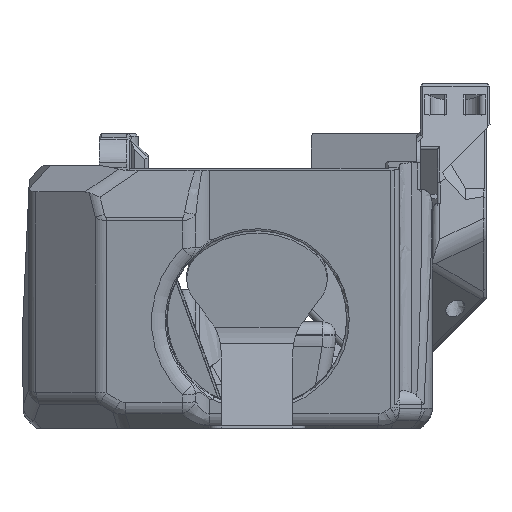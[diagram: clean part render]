
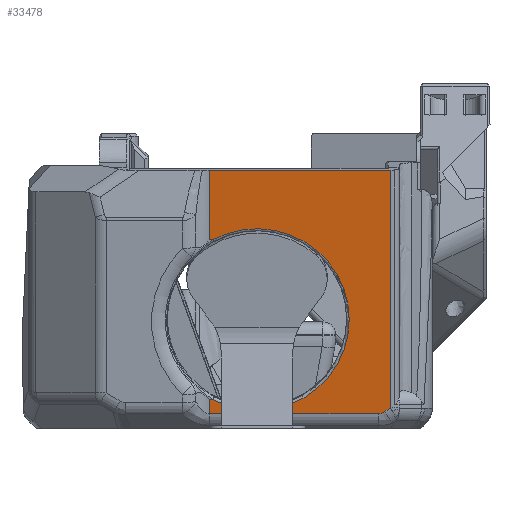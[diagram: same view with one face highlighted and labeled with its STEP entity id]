
A CAD part, left-side view. The second image highlights one B-rep face of the part: STEP entity #33478.
In plain terms, the highlighted planar face has unit normal (-0.985, 0, -0.174).
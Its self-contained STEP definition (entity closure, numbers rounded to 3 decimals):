
#1030=ELLIPSE('',#36154,3.203,2.);
#1765=B_SPLINE_CURVE_WITH_KNOTS('',3,(#56848,#56849,#56850,#56851),
 .UNSPECIFIED.,.F.,.F.,(4,4),(0.,0.382),.UNSPECIFIED.);
#1785=B_SPLINE_CURVE_WITH_KNOTS('',3,(#57174,#57175,#57176,#57177),
 .UNSPECIFIED.,.F.,.F.,(4,4),(0.618,1.),.UNSPECIFIED.);
#3415=LINE('',#55139,#6408);
#3433=LINE('',#55200,#6426);
#3750=LINE('',#57179,#6743);
#3751=LINE('',#57181,#6744);
#3752=LINE('',#57185,#6745);
#3753=LINE('',#57187,#6746);
#6408=VECTOR('',#41274,1000.);
#6426=VECTOR('',#41312,1000.);
#6743=VECTOR('',#42099,1000.);
#6744=VECTOR('',#42100,1000.);
#6745=VECTOR('',#42103,1000.);
#6746=VECTOR('',#42104,1000.);
#12943=ORIENTED_EDGE('',*,*,#20941,.F.);
#12944=ORIENTED_EDGE('',*,*,#21069,.T.);
#12945=ORIENTED_EDGE('',*,*,#21070,.T.);
#12946=ORIENTED_EDGE('',*,*,#21071,.F.);
#12947=ORIENTED_EDGE('',*,*,#21072,.T.);
#12948=ORIENTED_EDGE('',*,*,#21073,.T.);
#12949=ORIENTED_EDGE('',*,*,#21074,.F.);
#12950=ORIENTED_EDGE('',*,*,#21075,.T.);
#12951=ORIENTED_EDGE('',*,*,#20534,.F.);
#12952=ORIENTED_EDGE('',*,*,#20559,.F.);
#20534=EDGE_CURVE('',#24927,#24928,#3415,.T.);
#20559=EDGE_CURVE('',#24945,#24927,#3433,.T.);
#20941=EDGE_CURVE('',#25216,#24945,#1765,.F.);
#21069=EDGE_CURVE('',#25216,#25308,#27071,.T.);
#21070=EDGE_CURVE('',#25308,#25309,#1785,.T.);
#21071=EDGE_CURVE('',#25310,#25309,#3750,.T.);
#21072=EDGE_CURVE('',#25310,#25311,#3751,.T.);
#21073=EDGE_CURVE('',#25311,#25312,#1030,.T.);
#21074=EDGE_CURVE('',#25313,#25312,#3752,.T.);
#21075=EDGE_CURVE('',#25313,#24928,#3753,.T.);
#24927=VERTEX_POINT('',#55138);
#24928=VERTEX_POINT('',#55140);
#24945=VERTEX_POINT('',#55199);
#25216=VERTEX_POINT('',#56847);
#25308=VERTEX_POINT('',#57173);
#25309=VERTEX_POINT('',#57178);
#25310=VERTEX_POINT('',#57180);
#25311=VERTEX_POINT('',#57182);
#25312=VERTEX_POINT('',#57184);
#25313=VERTEX_POINT('',#57186);
#27071=CIRCLE('',#36153,14.4);
#28389=EDGE_LOOP('',(#12943,#12944,#12945,#12946,#12947,#12948,#12949,#12950,
#12951,#12952));
#30438=FACE_BOUND('',#28389,.T.);
#32024=PLANE('',#36152);
#33478=ADVANCED_FACE('',(#30438),#32024,.F.);
#36152=AXIS2_PLACEMENT_3D('',#57171,#42095,#42096);
#36153=AXIS2_PLACEMENT_3D('',#57172,#42097,#42098);
#36154=AXIS2_PLACEMENT_3D('',#57183,#42101,#42102);
#41274=DIRECTION('',(0.,-1.,0.));
#41312=DIRECTION('',(-0.174,0.,0.985));
#42095=DIRECTION('',(0.985,0.,0.174));
#42096=DIRECTION('',(-0.174,0.,0.985));
#42097=DIRECTION('',(0.985,0.,0.174));
#42098=DIRECTION('',(0.174,0.,-0.985));
#42099=DIRECTION('',(-0.174,0.,0.985));
#42100=DIRECTION('',(0.,-1.,0.));
#42101=DIRECTION('',(-0.985,0.,-0.174));
#42102=DIRECTION('',(-0.165,-0.304,0.938));
#42103=DIRECTION('',(0.097,0.829,-0.551));
#42104=DIRECTION('',(-0.174,0.,0.985));
#55138=CARTESIAN_POINT('',(-34.572,12.27,40.304));
#55139=CARTESIAN_POINT('',(-34.572,24.853,40.304));
#55140=CARTESIAN_POINT('',(-34.572,-16.002,40.304));
#55199=CARTESIAN_POINT('',(-32.66,12.27,29.463));
#55200=CARTESIAN_POINT('',(-31.185,12.27,21.099));
#56847=CARTESIAN_POINT('',(-32.651,11.767,29.413));
#56848=CARTESIAN_POINT('',(-32.66,12.27,29.463));
#56849=CARTESIAN_POINT('',(-32.657,12.102,29.442));
#56850=CARTESIAN_POINT('',(-32.654,11.935,29.425));
#56851=CARTESIAN_POINT('',(-32.651,11.767,29.413));
#57171=CARTESIAN_POINT('',(-31.185,24.853,21.099));
#57172=CARTESIAN_POINT('',(-30.458,4.853,16.973));
#57173=CARTESIAN_POINT('',(-28.264,11.767,4.533));
#57174=CARTESIAN_POINT('',(-28.264,11.767,4.533));
#57175=CARTESIAN_POINT('',(-28.262,11.935,4.52));
#57176=CARTESIAN_POINT('',(-28.259,12.102,4.503));
#57177=CARTESIAN_POINT('',(-28.255,12.27,4.482));
#57178=CARTESIAN_POINT('',(-28.255,12.27,4.482));
#57179=CARTESIAN_POINT('',(-31.185,12.27,21.099));
#57180=CARTESIAN_POINT('',(-27.864,12.27,2.262));
#57181=CARTESIAN_POINT('',(-27.864,-14.655,2.262));
#57182=CARTESIAN_POINT('',(-27.864,-14.07,2.262));
#57183=CARTESIAN_POINT('',(-28.404,-14.652,5.326));
#57184=CARTESIAN_POINT('',(-27.923,-15.07,2.597));
#57185=CARTESIAN_POINT('',(-27.821,-14.199,2.018));
#57186=CARTESIAN_POINT('',(-28.032,-16.002,3.216));
#57187=CARTESIAN_POINT('',(-7.663,-16.002,-112.301));
